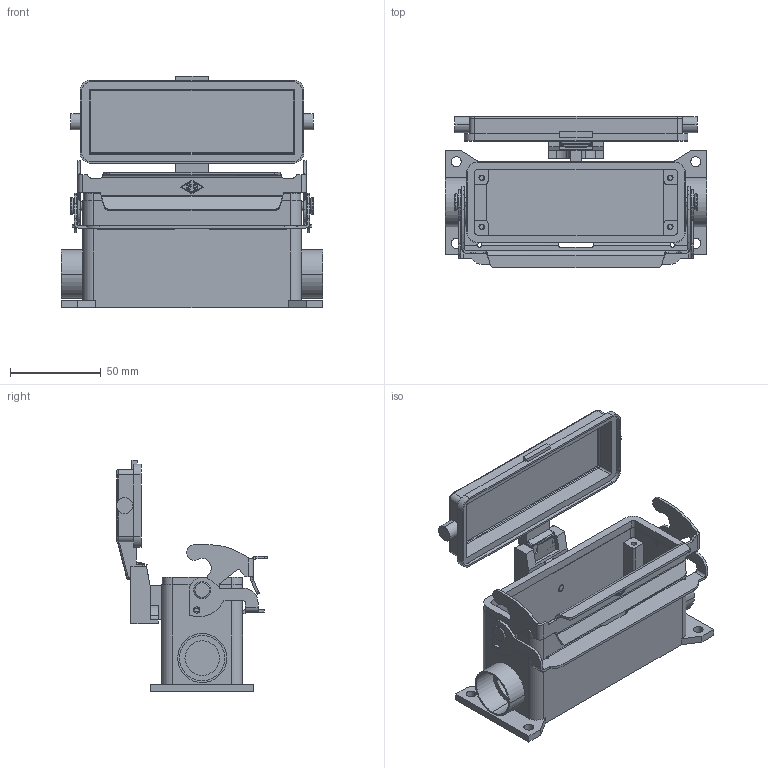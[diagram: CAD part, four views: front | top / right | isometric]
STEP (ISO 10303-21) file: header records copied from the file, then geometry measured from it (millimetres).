
FILE_DESCRIPTION((''),'2;1');
FILE_NAME('MVP 24 LP25.stp','2006-12-19T12:30:13',('gembarski'),(''),'Autodesk Inventor 7','Autodesk Inventor 7','');
FILE_SCHEMA(('AUTOMOTIVE_DESIGN { 1 0 10303 214 1 1 1 1 }'));
Length unit declared in the file: millimetre
Products named in the file (1): MVP 24 LP25
Bounding box: 144 x 83.23 x 127.5 mm (x, y, z)
Volume: 151608.9 mm3; surface area: 96011.7 mm2
Topology: 4 solids, 4 shells, 588 faces, 1575 edges, 1022 vertices
Faces by surface type: plane 229, cylinder 194, bspline 147, torus 10, sphere 4, cone 4
Entity records: 21251 total; most frequent: CARTESIAN_POINT 6652, ORIENTED_EDGE 3122, DIRECTION 2943, EDGE_CURVE 1561, VERTEX_POINT 1022, AXIS2_PLACEMENT_3D 988, VECTOR 967, LINE 967
